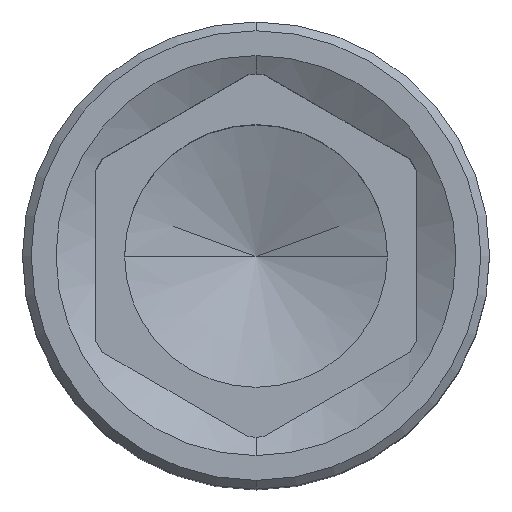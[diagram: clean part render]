
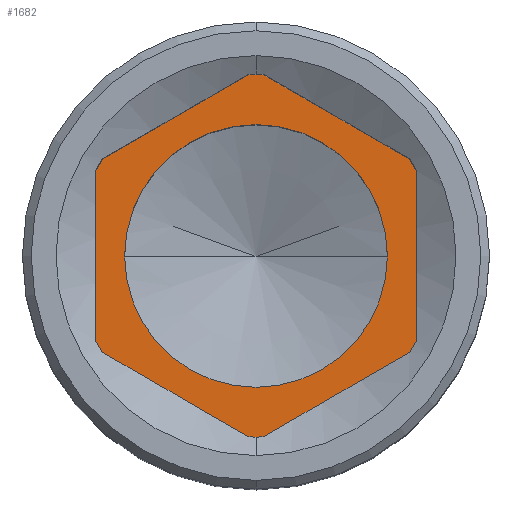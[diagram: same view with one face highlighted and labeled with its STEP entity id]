
A CAD part, top view. The second image highlights one B-rep face of the part: STEP entity #1682.
In plain terms, the highlighted planar face has unit normal (0, 0, 1).
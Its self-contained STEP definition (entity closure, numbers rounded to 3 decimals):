
#243=DIRECTION('',(0.,-1.,0.));
#244=VECTOR('',#243,5.788);
#245=CARTESIAN_POINT('',(-5.5,2.894,42.));
#246=LINE('',#245,#244);
#247=CARTESIAN_POINT('',(0.,0.,42.));
#248=DIRECTION('',(0.,0.,1.));
#249=DIRECTION('',(-0.846,0.534,0.));
#250=AXIS2_PLACEMENT_3D('',#247,#248,#249);
#252=DIRECTION('',(-0.866,-0.5,0.));
#253=VECTOR('',#252,5.788);
#254=CARTESIAN_POINT('',(-0.244,6.21,42.));
#255=LINE('',#254,#253);
#256=CARTESIAN_POINT('',(0.,0.,42.));
#257=DIRECTION('',(0.,0.,1.));
#258=DIRECTION('',(0.039,0.999,0.));
#259=AXIS2_PLACEMENT_3D('',#256,#257,#258);
#261=DIRECTION('',(-0.866,0.5,0.));
#262=VECTOR('',#261,5.788);
#263=CARTESIAN_POINT('',(5.256,3.316,42.));
#264=LINE('',#263,#262);
#265=CARTESIAN_POINT('',(0.,0.,42.));
#266=DIRECTION('',(0.,0.,1.));
#267=DIRECTION('',(0.885,0.466,0.));
#268=AXIS2_PLACEMENT_3D('',#265,#266,#267);
#270=DIRECTION('',(0.,1.,0.));
#271=VECTOR('',#270,5.788);
#272=CARTESIAN_POINT('',(5.5,-2.894,42.));
#273=LINE('',#272,#271);
#274=CARTESIAN_POINT('',(0.,0.,42.));
#275=DIRECTION('',(0.,0.,1.));
#276=DIRECTION('',(0.846,-0.534,0.));
#277=AXIS2_PLACEMENT_3D('',#274,#275,#276);
#279=DIRECTION('',(0.866,0.5,0.));
#280=VECTOR('',#279,5.788);
#281=CARTESIAN_POINT('',(0.244,-6.21,42.));
#282=LINE('',#281,#280);
#283=CARTESIAN_POINT('',(0.,0.,42.));
#284=DIRECTION('',(0.,0.,1.));
#285=DIRECTION('',(-0.039,-0.999,0.));
#286=AXIS2_PLACEMENT_3D('',#283,#284,#285);
#288=DIRECTION('',(0.866,-0.5,0.));
#289=VECTOR('',#288,5.788);
#290=CARTESIAN_POINT('',(-5.256,-3.316,42.));
#291=LINE('',#290,#289);
#292=CARTESIAN_POINT('',(0.,0.,42.));
#293=DIRECTION('',(0.,0.,1.));
#294=DIRECTION('',(-0.885,-0.466,0.));
#295=AXIS2_PLACEMENT_3D('',#292,#293,#294);
#297=CARTESIAN_POINT('',(0.,0.,42.));
#298=DIRECTION('',(0.,0.,1.));
#299=DIRECTION('',(-1.,0.,0.));
#300=AXIS2_PLACEMENT_3D('',#297,#298,#299);
#302=CARTESIAN_POINT('',(0.,0.,42.));
#303=DIRECTION('',(0.,0.,1.));
#304=DIRECTION('',(1.,0.,0.));
#305=AXIS2_PLACEMENT_3D('',#302,#303,#304);
#1189=CARTESIAN_POINT('',(-5.5,2.894,42.));
#1190=CARTESIAN_POINT('',(-5.5,-2.894,42.));
#1191=VERTEX_POINT('',#1189);
#1192=VERTEX_POINT('',#1190);
#1193=CARTESIAN_POINT('',(-5.256,-3.316,42.));
#1194=VERTEX_POINT('',#1193);
#1195=CARTESIAN_POINT('',(-0.244,-6.21,42.));
#1196=VERTEX_POINT('',#1195);
#1197=CARTESIAN_POINT('',(0.244,-6.21,42.));
#1198=VERTEX_POINT('',#1197);
#1199=CARTESIAN_POINT('',(5.256,-3.316,42.));
#1200=VERTEX_POINT('',#1199);
#1201=CARTESIAN_POINT('',(5.5,-2.894,42.));
#1202=VERTEX_POINT('',#1201);
#1203=CARTESIAN_POINT('',(5.5,2.894,42.));
#1204=VERTEX_POINT('',#1203);
#1205=CARTESIAN_POINT('',(5.256,3.316,42.));
#1206=VERTEX_POINT('',#1205);
#1207=CARTESIAN_POINT('',(0.244,6.21,42.));
#1208=VERTEX_POINT('',#1207);
#1209=CARTESIAN_POINT('',(-0.244,6.21,42.));
#1210=VERTEX_POINT('',#1209);
#1211=CARTESIAN_POINT('',(-5.256,3.316,42.));
#1212=VERTEX_POINT('',#1211);
#1350=CARTESIAN_POINT('',(-4.5,0.,42.));
#1351=CARTESIAN_POINT('',(4.5,0.,42.));
#1352=VERTEX_POINT('',#1350);
#1353=VERTEX_POINT('',#1351);
#1655=CARTESIAN_POINT('',(0.,0.,42.));
#1656=DIRECTION('',(0.,0.,1.));
#1657=DIRECTION('',(-1.,0.,0.));
#1658=AXIS2_PLACEMENT_3D('',#1655,#1656,#1657);
#1659=PLANE('',#1658);
#1660=ORIENTED_EDGE('',*,*,#1536,.F.);
#1661=ORIENTED_EDGE('',*,*,#1551,.F.);
#1662=ORIENTED_EDGE('',*,*,#1565,.F.);
#1663=ORIENTED_EDGE('',*,*,#1579,.F.);
#1664=ORIENTED_EDGE('',*,*,#1594,.F.);
#1665=ORIENTED_EDGE('',*,*,#1608,.F.);
#1666=ORIENTED_EDGE('',*,*,#1622,.F.);
#1667=ORIENTED_EDGE('',*,*,#1636,.F.);
#1668=ORIENTED_EDGE('',*,*,#1649,.F.);
#1669=ORIENTED_EDGE('',*,*,#1497,.F.);
#1671=ORIENTED_EDGE('',*,*,#1670,.F.);
#1673=ORIENTED_EDGE('',*,*,#1672,.F.);
#1674=EDGE_LOOP('',(#1660,#1661,#1662,#1663,#1664,#1665,#1666,#1667,#1668,#1669,
#1671,#1673));
#1675=FACE_OUTER_BOUND('',#1674,.F.);
#1677=ORIENTED_EDGE('',*,*,#1676,.T.);
#1679=ORIENTED_EDGE('',*,*,#1678,.T.);
#1680=EDGE_LOOP('',(#1677,#1679));
#1681=FACE_BOUND('',#1680,.F.);
#1682=ADVANCED_FACE('',(#1675,#1681),#1659,.T.);
#251=CIRCLE('',#250,6.215);
#260=CIRCLE('',#259,6.215);
#269=CIRCLE('',#268,6.215);
#278=CIRCLE('',#277,6.215);
#287=CIRCLE('',#286,6.215);
#296=CIRCLE('',#295,6.215);
#301=CIRCLE('',#300,4.5);
#306=CIRCLE('',#305,4.5);
#1497=EDGE_CURVE('',#1196,#1198,#287,.T.);
#1536=EDGE_CURVE('',#1191,#1192,#246,.T.);
#1551=EDGE_CURVE('',#1212,#1191,#251,.T.);
#1565=EDGE_CURVE('',#1210,#1212,#255,.T.);
#1579=EDGE_CURVE('',#1208,#1210,#260,.T.);
#1594=EDGE_CURVE('',#1206,#1208,#264,.T.);
#1608=EDGE_CURVE('',#1204,#1206,#269,.T.);
#1622=EDGE_CURVE('',#1202,#1204,#273,.T.);
#1636=EDGE_CURVE('',#1200,#1202,#278,.T.);
#1649=EDGE_CURVE('',#1198,#1200,#282,.T.);
#1670=EDGE_CURVE('',#1194,#1196,#291,.T.);
#1672=EDGE_CURVE('',#1192,#1194,#296,.T.);
#1676=EDGE_CURVE('',#1352,#1353,#301,.T.);
#1678=EDGE_CURVE('',#1353,#1352,#306,.T.);
